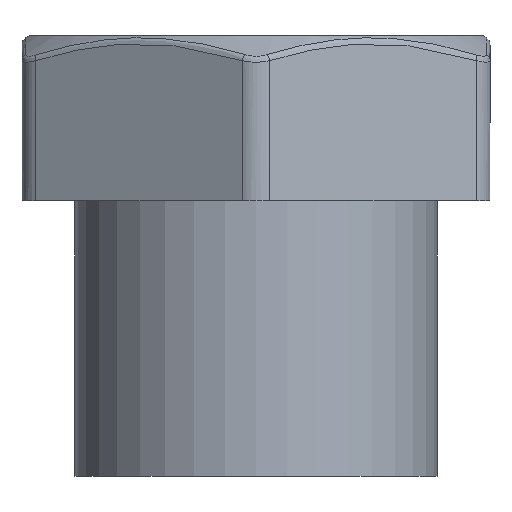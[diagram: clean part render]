
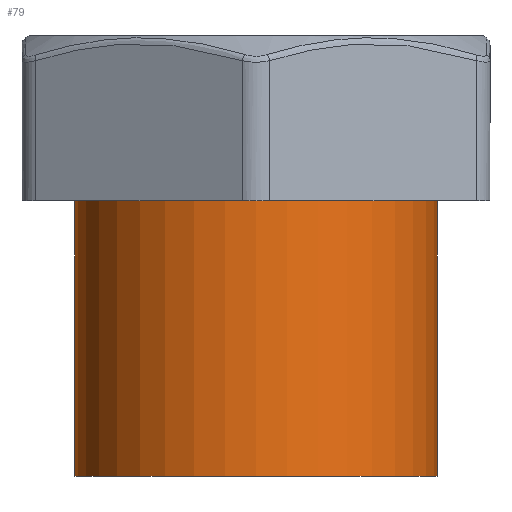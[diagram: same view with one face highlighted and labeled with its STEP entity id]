
A CAD part, front view. The second image highlights one B-rep face of the part: STEP entity #79.
In plain terms, the highlighted cylindrical face has radius 6.579 mm (diameter 13.157 mm), a full revolution.
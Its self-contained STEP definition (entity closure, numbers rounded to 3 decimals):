
#79 = ADVANCED_FACE( '', ( #179, #180 ), #181, .T. );
#179 = FACE_OUTER_BOUND( '', #564, .T. );
#180 = FACE_OUTER_BOUND( '', #565, .T. );
#181 = CYLINDRICAL_SURFACE( '', #566, 6.579 );
#564 = EDGE_LOOP( '', ( #1455 ) );
#565 = EDGE_LOOP( '', ( #1456 ) );
#566 = AXIS2_PLACEMENT_3D( '', #1457, #1458, #1459 );
#1455 = ORIENTED_EDGE( '', *, *, #1674, .T. );
#1456 = ORIENTED_EDGE( '', *, *, #1675, .F. );
#1457 = CARTESIAN_POINT( '', ( 0., 0., 10. ) );
#1458 = DIRECTION( '', ( 0., 0., 1. ) );
#1459 = DIRECTION( '', ( -1., 0., 0. ) );
#1674 = EDGE_CURVE( '', #1807, #1807, #1808, .F. );
#1675 = EDGE_CURVE( '', #1809, #1809, #1810, .T. );
#1807 = VERTEX_POINT( '', #2221 );
#1808 = CIRCLE( '', #2222, 6.579 );
#1809 = VERTEX_POINT( '', #2223 );
#1810 = CIRCLE( '', #2224, 6.579 );
#2221 = CARTESIAN_POINT( '', ( 6.579, 0., 10. ) );
#2222 = AXIS2_PLACEMENT_3D( '', #2721, #2722, #2723 );
#2223 = CARTESIAN_POINT( '', ( 6.579, 0., 0. ) );
#2224 = AXIS2_PLACEMENT_3D( '', #2724, #2725, #2726 );
#2721 = CARTESIAN_POINT( '', ( 0., 0., 10. ) );
#2722 = DIRECTION( '', ( 0., 0., 1. ) );
#2723 = DIRECTION( '', ( 1., 0., 0. ) );
#2724 = CARTESIAN_POINT( '', ( 0., 0., 0. ) );
#2725 = DIRECTION( '', ( 0., 0., -1. ) );
#2726 = DIRECTION( '', ( 1., 0., 0. ) );
